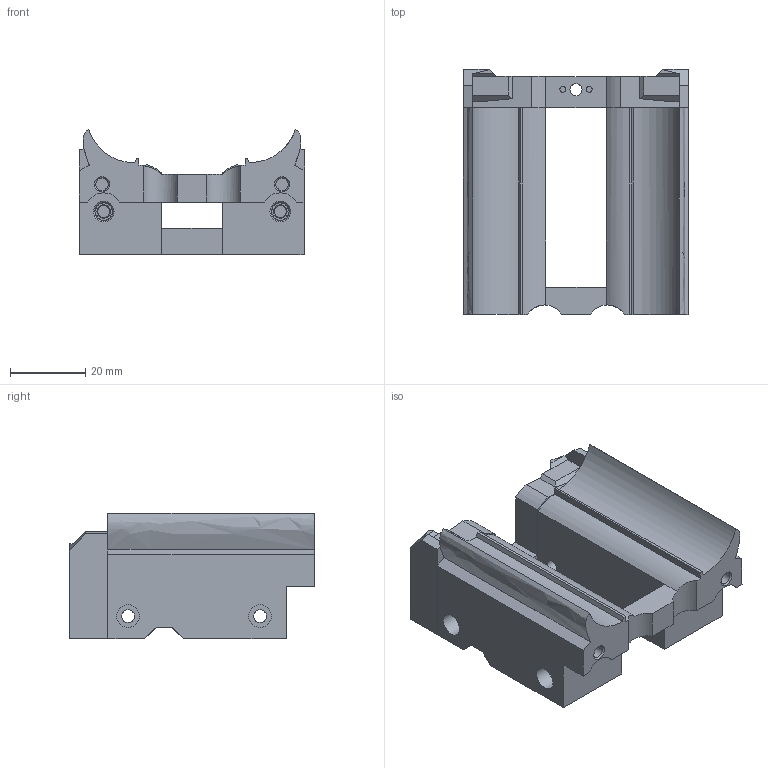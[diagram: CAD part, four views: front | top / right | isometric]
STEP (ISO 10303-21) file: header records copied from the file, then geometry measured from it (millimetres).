
FILE_DESCRIPTION(/* description */ (''),/* implementation_level */ '2;1');
FILE_NAME(/* name */ 'Base - DragonBurner.step',/* time_stamp */ '2025-11-08T14:59:17+11:00',/* author */ (''),/* organization */ (''),/* preprocessor_version */ 'ST-DEVELOPER v20.1',/* originating_system */ 'Autodesk Translation Framework v14.21.0.0',/* authorisation */ '');
FILE_SCHEMA (('AUTOMOTIVE_DESIGN { 1 0 10303 214 3 1 1 }'));
Length unit declared in the file: millimetre
Products named in the file (7): Dock; Link Inserts; Heat Inserts; M3 Threaded Insert (3) (8) (1); Base (1); Back (5); M3 Threaded Insert (3) (8) (1)_1
Assembly tree (11 placements, depth 3):
  Dock
    Link Inserts
      M3 Threaded Insert (3) (8) (1)  x2
    Heat Inserts
      M3 Threaded Insert (3) (8) (1)  x4
    Base (1)
    Back (5)
    M3 Threaded Insert (3) (8) (1)_1
Bounding box: 60 x 65.3 x 33.4 mm (x, y, z)
Volume: 63343 mm3; surface area: 22490.7 mm2
Topology: 9 solids, 9 shells, 1122 faces, 3149 edges, 2084 vertices
Faces by surface type: bspline 562, cylinder 254, plane 188, cone 118
Full cylindrical faces by diameter (mm): 1.6 x2, 3.2 x8, 3.3 x2, 3.4 x4, 4.1 x7, 4.25 x14, 4.7 x7, 6 x2, 6.1 x4
Entity records: 26098 total; most frequent: CARTESIAN_POINT 14692, ORIENTED_EDGE 2598, DIRECTION 1989, EDGE_CURVE 1299, VERTEX_POINT 854, AXIS2_PLACEMENT_3D 761, EDGE_LOOP 513, FACE_OUTER_BOUND 472
